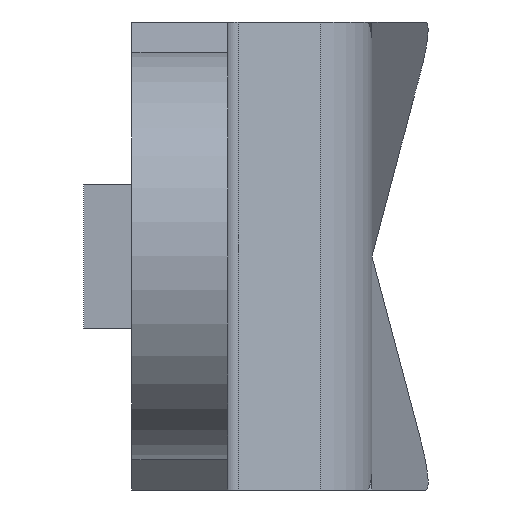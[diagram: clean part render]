
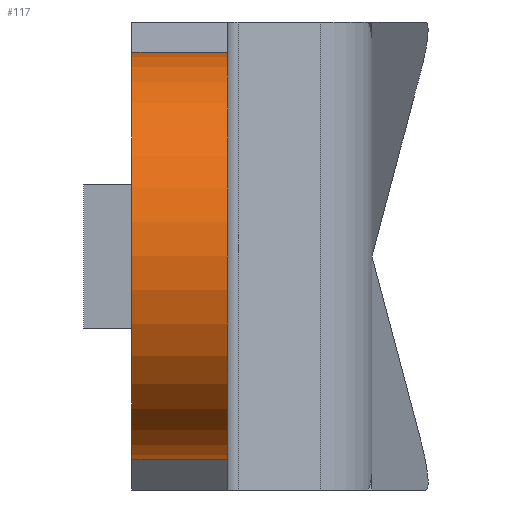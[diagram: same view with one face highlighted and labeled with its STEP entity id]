
A CAD part, left-side view. The second image highlights one B-rep face of the part: STEP entity #117.
In plain terms, the highlighted cylindrical face has radius 8.5 mm (diameter 17 mm), a partial arc.
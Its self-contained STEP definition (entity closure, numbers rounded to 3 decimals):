
#117 = ADVANCED_FACE( '', ( #250 ), #251, .T. );
#250 = FACE_OUTER_BOUND( '', #396, .T. );
#251 = CYLINDRICAL_SURFACE( '', #397, 8.5 );
#396 = EDGE_LOOP( '', ( #692, #693, #694, #695 ) );
#397 = AXIS2_PLACEMENT_3D( '', #696, #697, #698 );
#692 = ORIENTED_EDGE( '', *, *, #997, .T. );
#693 = ORIENTED_EDGE( '', *, *, #998, .F. );
#694 = ORIENTED_EDGE( '', *, *, #999, .F. );
#695 = ORIENTED_EDGE( '', *, *, #926, .F. );
#696 = CARTESIAN_POINT( '', ( 0., 26., 0. ) );
#697 = DIRECTION( '', ( 0., 1., 0. ) );
#698 = DIRECTION( '', ( 0., 0., -1. ) );
#926 = EDGE_CURVE( '', #1126, #1128, #1129, .F. );
#997 = EDGE_CURVE( '', #1126, #1230, #1231, .T. );
#998 = EDGE_CURVE( '', #1232, #1230, #1233, .F. );
#999 = EDGE_CURVE( '', #1128, #1232, #1234, .T. );
#1126 = VERTEX_POINT( '', #1400 );
#1128 = VERTEX_POINT( '', #1402 );
#1129 = CIRCLE( '', #1403, 8.5 );
#1230 = VERTEX_POINT( '', #1546 );
#1231 = LINE( '', #1547, #1548 );
#1232 = VERTEX_POINT( '', #1549 );
#1233 = CIRCLE( '', #1550, 8.5 );
#1234 = LINE( '', #1551, #1552 );
#1400 = CARTESIAN_POINT( '', ( 3.837, 4., -7.585 ) );
#1402 = CARTESIAN_POINT( '', ( 3.837, 4., 7.585 ) );
#1403 = AXIS2_PLACEMENT_3D( '', #1664, #1665, #1666 );
#1546 = CARTESIAN_POINT( '', ( 3.837, 0., -7.585 ) );
#1547 = CARTESIAN_POINT( '', ( 3.837, 26., -7.585 ) );
#1548 = VECTOR( '', #1745, 1000. );
#1549 = CARTESIAN_POINT( '', ( 3.837, 0., 7.585 ) );
#1550 = AXIS2_PLACEMENT_3D( '', #1746, #1747, #1748 );
#1551 = CARTESIAN_POINT( '', ( 3.837, 26., 7.585 ) );
#1552 = VECTOR( '', #1749, 1000. );
#1664 = CARTESIAN_POINT( '', ( 0., 4., 0. ) );
#1665 = DIRECTION( '', ( 0., -1., 0. ) );
#1666 = DIRECTION( '', ( 0., 0., -1. ) );
#1745 = DIRECTION( '', ( 0., -1., 0. ) );
#1746 = CARTESIAN_POINT( '', ( 0., 0., 0. ) );
#1747 = DIRECTION( '', ( 0., 1., 0. ) );
#1748 = DIRECTION( '', ( 0., 0., 1. ) );
#1749 = DIRECTION( '', ( 0., -1., 0. ) );
